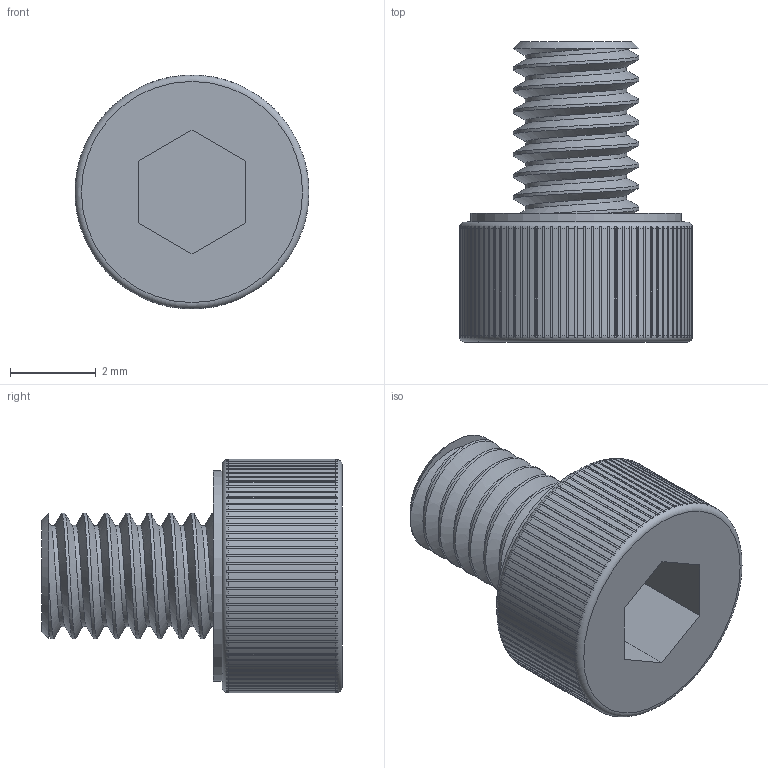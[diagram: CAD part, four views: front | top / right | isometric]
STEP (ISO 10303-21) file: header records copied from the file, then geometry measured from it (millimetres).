
FILE_DESCRIPTION(/* description */ (''),/* implementation_level */ '2;1');
FILE_NAME(/* name */ 'CHC M3 L4.step',/* time_stamp */ '2022-08-15T11:05:58+02:00',/* author */ (''),/* organization */ (''),/* preprocessor_version */ 'ST-DEVELOPER v19',/* originating_system */ 'Autodesk Translation Framework v11.7.0.108',/* authorisation */ '');
FILE_SCHEMA (('AUTOMOTIVE_DESIGN { 1 0 10303 214 3 1 1 }'));
Length unit declared in the file: millimetre
Products named in the file (1): Vis M3
Bounding box: 5.45 x 7 x 5.45 mm (x, y, z)
Volume: 79.9 mm3; surface area: 170.9 mm2
Topology: 1 solids, 1 shells, 396 faces, 1171 edges, 780 vertices
Faces by surface type: plane 282, cylinder 109, bspline 2, torus 2, cone 1
Full cylindrical faces by diameter (mm): 2.356 x2, 2.927 x4, 4.9 x1
Entity records: 15315 total; most frequent: CARTESIAN_POINT 5665, ORIENTED_EDGE 2342, DIRECTION 1574, EDGE_CURVE 1171, VERTEX_POINT 780, AXIS2_PLACEMENT_3D 589, B_SPLINE_CURVE_WITH_KNOTS 581, EDGE_LOOP 399
